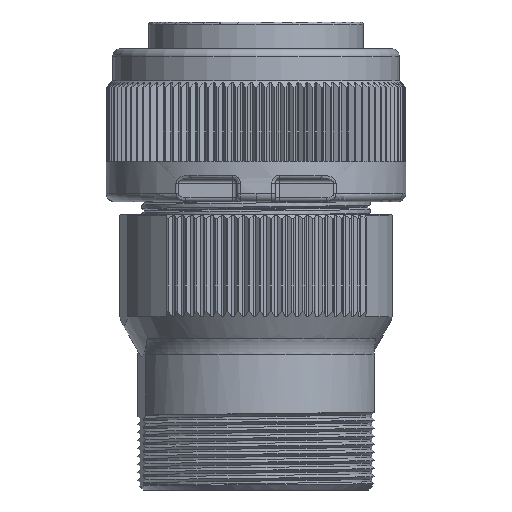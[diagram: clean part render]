
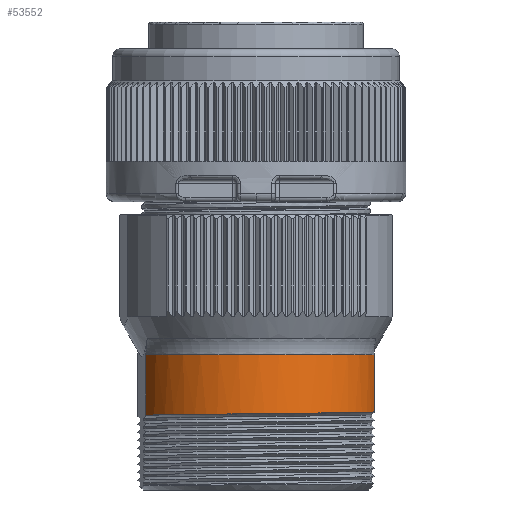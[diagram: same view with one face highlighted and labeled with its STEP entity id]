
A CAD part, front view. The second image highlights one B-rep face of the part: STEP entity #53552.
In plain terms, the highlighted cylindrical face has radius 15 mm (diameter 30 mm), a partial arc.
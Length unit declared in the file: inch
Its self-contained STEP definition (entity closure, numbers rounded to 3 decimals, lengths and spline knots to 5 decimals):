
#1521 = DIRECTION ( 'NONE',  ( 0., 0., 1. ) ) ;
#3629 = CARTESIAN_POINT ( 'NONE',  ( 0., 0.24776, 0.48688 ) ) ;
#4645 = CARTESIAN_POINT ( 'NONE',  ( 0.57748, 0.12418, 0.48688 ) ) ;
#5105 = EDGE_CURVE ( 'NONE', #46777, #60763, #54213, .T. ) ;
#6060 = CARTESIAN_POINT ( 'NONE',  ( -0.53819, 0.00464, 0.1913 ) ) ;
#6862 = CARTESIAN_POINT ( 'NONE',  ( 0.18452, -0.31661, 0.20048 ) ) ;
#7197 = CARTESIAN_POINT ( 'NONE',  ( 0.57748, 0.12418, 0.20703 ) ) ;
#10564 = VECTOR ( 'NONE', #1521, 39.37008 ) ;
#11071 = EDGE_CURVE ( 'NONE', #60763, #13467, #29455, .T. ) ;
#11876 = DIRECTION ( 'NONE',  ( 0., 0., -1. ) ) ;
#13467 = VERTEX_POINT ( 'NONE', #46589 ) ;
#21726 = DIRECTION ( 'NONE',  ( 0., 0., 1. ) ) ;
#22034 = CARTESIAN_POINT ( 'NONE',  ( 0.29714, -0.26631, 0.20179 ) ) ;
#28363 = DIRECTION ( 'NONE',  ( 1., 0., 0. ) ) ;
#29331 = CARTESIAN_POINT ( 'NONE',  ( -0.06076, -0.34289, 0.19786 ) ) ;
#29455 = CIRCLE ( 'NONE', #62803, 0.59055 ) ;
#29663 = CARTESIAN_POINT ( 'NONE',  ( 0.34947, -0.23226, 0.20244 ) ) ;
#32139 = FACE_OUTER_BOUND ( 'NONE', #63700, .T. ) ;
#39429 = CARTESIAN_POINT ( 'NONE',  ( 0.57748, 0.12418, 2.04008 ) ) ;
#39814 = AXIS2_PLACEMENT_3D ( 'NONE', #81263, #21726, #28363 ) ;
#43108 = EDGE_CURVE ( 'NONE', #13467, #72492, #65983, .T. ) ;
#45424 = CARTESIAN_POINT ( 'NONE',  ( -0.39558, -0.19504, 0.19392 ) ) ;
#46589 = CARTESIAN_POINT ( 'NONE',  ( -0.53819, 0.00464, 0.48688 ) ) ;
#46777 = VERTEX_POINT ( 'NONE', #83997 ) ;
#51377 = ORIENTED_EDGE ( 'NONE', *, *, #43108, .T. ) ;
#52030 = CARTESIAN_POINT ( 'NONE',  ( 0.12424, -0.33286, 0.19982 ) ) ;
#52348 = CARTESIAN_POINT ( 'NONE',  ( 0.56457, 0.06387, 0.20638 ) ) ;
#53552 = ADVANCED_FACE ( 'NONE', ( #32139 ), #89746, .T. ) ;
#54213 = LINE ( 'NONE', #39429, #10564 ) ;
#57280 = DIRECTION ( 'NONE',  ( 0., 1., 0. ) ) ;
#59233 = CARTESIAN_POINT ( 'NONE',  ( -0.5128, -0.05157, 0.19196 ) ) ;
#60763 = VERTEX_POINT ( 'NONE', #4645 ) ;
#62803 = AXIS2_PLACEMENT_3D ( 'NONE', #3629, #11876, #57280 ) ;
#63700 = EDGE_LOOP ( 'NONE', ( #83589, #81863, #74502, #51377 ) ) ;
#65983 = LINE ( 'NONE', #92398, #89442 ) ;
#66792 = CARTESIAN_POINT ( 'NONE',  ( -0.23985, -0.29541, 0.19589 ) ) ;
#72492 = VERTEX_POINT ( 'NONE', #6060 ) ;
#74362 = CARTESIAN_POINT ( 'NONE',  ( -0.18149, -0.31759, 0.19655 ) ) ;
#74502 = ORIENTED_EDGE ( 'NONE', *, *, #11071, .T. ) ;
#74681 = CARTESIAN_POINT ( 'NONE',  ( 0.44112, -0.1497, 0.20375 ) ) ;
#81263 = CARTESIAN_POINT ( 'NONE',  ( 0., 0.24776, 1.17199 ) ) ;
#81562 = CARTESIAN_POINT ( 'NONE',  ( -0.3469, -0.23413, 0.19458 ) ) ;
#81863 = ORIENTED_EDGE ( 'NONE', *, *, #5105, .T. ) ;
#82202 = CARTESIAN_POINT ( 'NONE',  ( -0.53819, 0.00464, 0.1913 ) ) ;
#83589 = ORIENTED_EDGE ( 'NONE', *, *, #88461, .T. ) ;
#83997 = CARTESIAN_POINT ( 'NONE',  ( 0.57748, 0.12418, 0.20703 ) ) ;
#85143 = DIRECTION ( 'NONE',  ( 0., 0., -1. ) ) ;
#88461 = EDGE_CURVE ( 'NONE', #72492, #46777, #89480, .T. ) ;
#89442 = VECTOR ( 'NONE', #85143, 39.37008 ) ;
#89480 = B_SPLINE_CURVE_WITH_KNOTS ( 'NONE', 3,
 ( #82202, #59233, #90418, #45424, #81562, #66792, #74362, #29331, #96994, #52030, #6862, #22034, #29663, #74681, #89776, #97314, #52348, #7197 ),
 .UNSPECIFIED., .F., .F.,
 ( 4, 2, 2, 2, 2, 2, 2, 2, 4 ),
 ( 0., 0.125, 0.25, 0.375, 0.5, 0.625, 0.75, 0.875, 1. ),
 .UNSPECIFIED. ) ;
#89746 = CYLINDRICAL_SURFACE ( 'NONE', #39814, 0.59055 ) ;
#89776 = CARTESIAN_POINT ( 'NONE',  ( 0.48041, -0.10119, 0.20441 ) ) ;
#90418 = CARTESIAN_POINT ( 'NONE',  ( -0.47853, -0.10375, 0.19261 ) ) ;
#92398 = CARTESIAN_POINT ( 'NONE',  ( -0.53819, 0.00464, 2.04008 ) ) ;
#96994 = CARTESIAN_POINT ( 'NONE',  ( 0.00159, -0.346, 0.19851 ) ) ;
#97314 = CARTESIAN_POINT ( 'NONE',  ( 0.54214, 0.00561, 0.20572 ) ) ;
